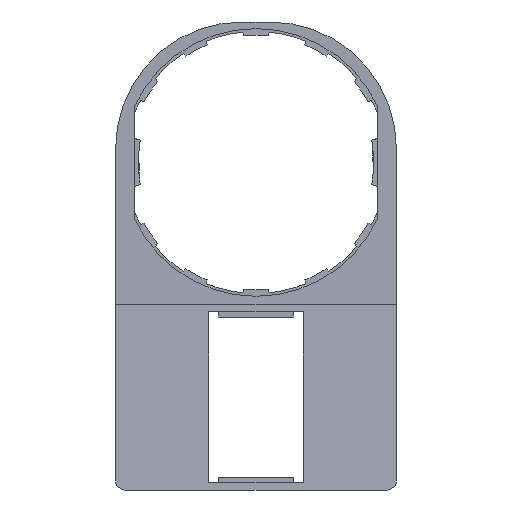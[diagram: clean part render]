
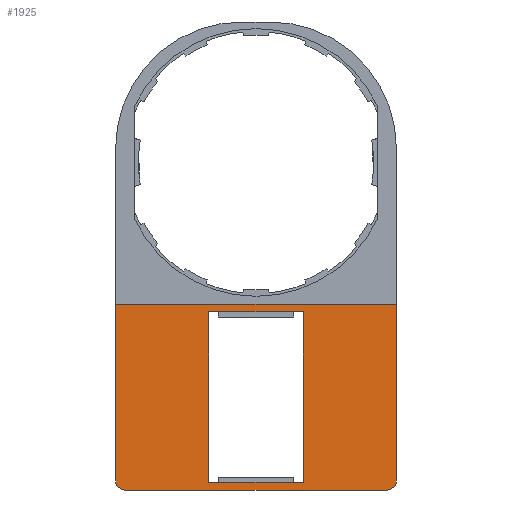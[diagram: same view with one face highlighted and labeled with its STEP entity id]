
A CAD part, front view. The second image highlights one B-rep face of the part: STEP entity #1925.
In plain terms, the highlighted planar face has unit normal (0, -1, 0.025).
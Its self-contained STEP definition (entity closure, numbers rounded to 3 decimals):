
#1=DIRECTION('',(1.,0.,0.));
#2=VECTOR('',#1,29.8);
#3=CARTESIAN_POINT('',(-14.9,0.,-15.05));
#4=LINE('',#3,#2);
#37=DIRECTION('',(1.,0.,0.));
#38=VECTOR('',#37,10.);
#39=CARTESIAN_POINT('',(-5.,-0.48,-33.95));
#40=LINE('',#39,#38);
#41=DIRECTION('',(0.,0.025,1.));
#42=VECTOR('',#41,18.106);
#43=CARTESIAN_POINT('',(5.,-0.48,-33.95));
#44=LINE('',#43,#42);
#45=DIRECTION('',(-1.,0.,0.));
#46=VECTOR('',#45,10.);
#47=CARTESIAN_POINT('',(5.,-0.02,-15.85));
#48=LINE('',#47,#46);
#49=DIRECTION('',(0.,-0.025,-1.));
#50=VECTOR('',#49,18.106);
#51=CARTESIAN_POINT('',(-5.,-0.02,-15.85));
#52=LINE('',#51,#50);
#53=DIRECTION('',(0.,-0.025,-1.));
#54=VECTOR('',#53,18.706);
#55=CARTESIAN_POINT('',(14.9,0.,-15.05));
#56=LINE('',#55,#54);
#74=CARTESIAN_POINT('',(14.9,-0.475,-33.75));
#75=CARTESIAN_POINT('',(14.9,-0.479,-33.917));
#76=CARTESIAN_POINT('',(14.828,-0.485,-34.178));
#77=CARTESIAN_POINT('',(14.622,-0.493,-34.472));
#78=CARTESIAN_POINT('',(14.328,-0.498,-34.678));
#79=CARTESIAN_POINT('',(14.067,-0.5,-34.75));
#80=CARTESIAN_POINT('',(13.9,-0.5,-34.75));
#130=DIRECTION('',(0.,-0.025,-1.));
#131=VECTOR('',#130,18.706);
#132=CARTESIAN_POINT('',(-14.9,0.,-15.05));
#133=LINE('',#132,#131);
#138=CARTESIAN_POINT('',(-14.9,-0.475,-33.75));
#139=CARTESIAN_POINT('',(-14.9,-0.479,-33.917));
#140=CARTESIAN_POINT('',(-14.828,-0.485,
-34.178));
#141=CARTESIAN_POINT('',(-14.622,-0.493,
-34.472));
#142=CARTESIAN_POINT('',(-14.328,-0.498,
-34.678));
#143=CARTESIAN_POINT('',(-14.067,-0.5,-34.75));
#144=CARTESIAN_POINT('',(-13.9,-0.5,-34.75));
#155=DIRECTION('',(1.,0.,0.));
#156=VECTOR('',#155,27.8);
#157=CARTESIAN_POINT('',(-13.9,-0.5,-34.75));
#158=LINE('',#157,#156);
#1479=CARTESIAN_POINT('',(-5.,-0.48,-33.95));
#1480=VERTEX_POINT('',#1479);
#1481=CARTESIAN_POINT('',(5.,-0.48,-33.95));
#1482=VERTEX_POINT('',#1481);
#1483=CARTESIAN_POINT('',(5.,-0.02,-15.85));
#1484=VERTEX_POINT('',#1483);
#1485=CARTESIAN_POINT('',(-5.,-0.02,-15.85));
#1486=VERTEX_POINT('',#1485);
#1635=CARTESIAN_POINT('',(-14.9,0.,-15.05));
#1636=CARTESIAN_POINT('',(14.9,0.,-15.05));
#1637=VERTEX_POINT('',#1635);
#1638=VERTEX_POINT('',#1636);
#1643=CARTESIAN_POINT('',(-14.9,-0.475,-33.75));
#1644=VERTEX_POINT('',#1643);
#1645=CARTESIAN_POINT('',(-13.9,-0.5,-34.75));
#1646=VERTEX_POINT('',#1645);
#1647=CARTESIAN_POINT('',(14.9,-0.475,-33.75));
#1648=VERTEX_POINT('',#1647);
#1649=CARTESIAN_POINT('',(13.9,-0.5,-34.75));
#1650=VERTEX_POINT('',#1649);
#1897=CARTESIAN_POINT('',(-14.9,0.,-15.05));
#1898=DIRECTION('',(0.,-1.,0.025));
#1899=DIRECTION('',(0.,-0.025,-1.));
#1900=AXIS2_PLACEMENT_3D('',#1897,#1898,#1899);
#1901=PLANE('',#1900);
#1902=ORIENTED_EDGE('',*,*,#1872,.T.);
#1904=ORIENTED_EDGE('',*,*,#1903,.T.);
#1906=ORIENTED_EDGE('',*,*,#1905,.T.);
#1908=ORIENTED_EDGE('',*,*,#1907,.F.);
#1910=ORIENTED_EDGE('',*,*,#1909,.F.);
#1912=ORIENTED_EDGE('',*,*,#1911,.F.);
#1913=EDGE_LOOP('',(#1902,#1904,#1906,#1908,#1910,#1912));
#1914=FACE_OUTER_BOUND('',#1913,.F.);
#1916=ORIENTED_EDGE('',*,*,#1915,.T.);
#1918=ORIENTED_EDGE('',*,*,#1917,.T.);
#1920=ORIENTED_EDGE('',*,*,#1919,.T.);
#1922=ORIENTED_EDGE('',*,*,#1921,.T.);
#1923=EDGE_LOOP('',(#1916,#1918,#1920,#1922));
#1924=FACE_BOUND('',#1923,.F.);
#1925=ADVANCED_FACE('',(#1914,#1924),#1901,.T.);
#81=B_SPLINE_CURVE_WITH_KNOTS('',3,(#74,#75,#76,#77,#78,#79,#80),.UNSPECIFIED.,
.F.,.F.,(4,1,1,1,4),(0.,0.25,0.5,0.75,1.),.UNSPECIFIED.);
#145=B_SPLINE_CURVE_WITH_KNOTS('',3,(#138,#139,#140,#141,#142,#143,#144),
.UNSPECIFIED.,.F.,.F.,(4,1,1,1,4),(0.,0.25,0.5,0.75,1.),
.UNSPECIFIED.);
#1872=EDGE_CURVE('',#1637,#1638,#4,.T.);
#1903=EDGE_CURVE('',#1638,#1648,#56,.T.);
#1905=EDGE_CURVE('',#1648,#1650,#81,.T.);
#1907=EDGE_CURVE('',#1646,#1650,#158,.T.);
#1909=EDGE_CURVE('',#1644,#1646,#145,.T.);
#1911=EDGE_CURVE('',#1637,#1644,#133,.T.);
#1915=EDGE_CURVE('',#1480,#1482,#40,.T.);
#1917=EDGE_CURVE('',#1482,#1484,#44,.T.);
#1919=EDGE_CURVE('',#1484,#1486,#48,.T.);
#1921=EDGE_CURVE('',#1486,#1480,#52,.T.);
